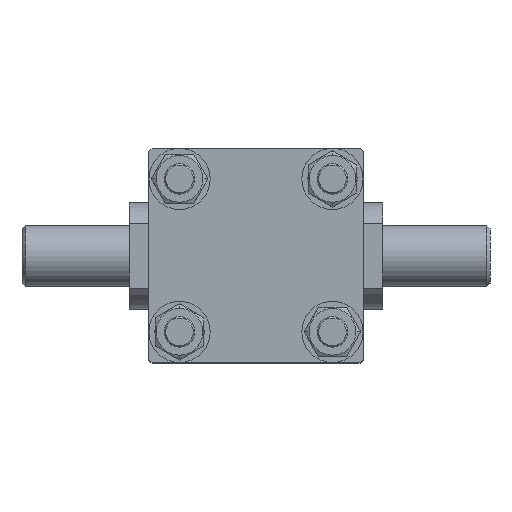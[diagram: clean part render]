
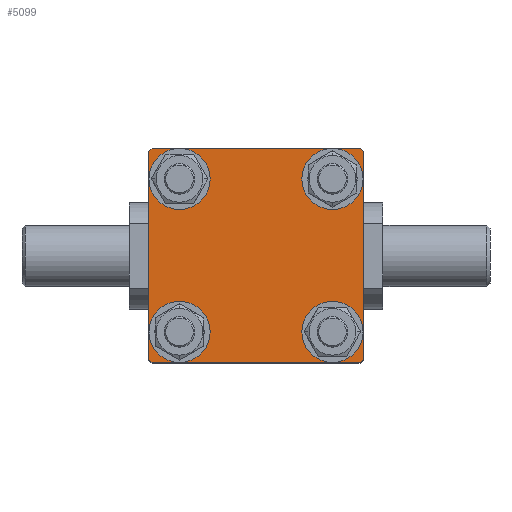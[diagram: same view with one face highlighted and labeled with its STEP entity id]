
A CAD part, top view. The second image highlights one B-rep face of the part: STEP entity #5099.
In plain terms, the highlighted planar face has unit normal (0, 0, 1).
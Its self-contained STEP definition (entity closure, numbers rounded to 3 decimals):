
#2 = CARTESIAN_POINT ( 'NONE',  ( -34., 35., 15. ) ) ;
#15 = CARTESIAN_POINT ( 'NONE',  ( 19.5, 25., 15. ) ) ;
#16 = CARTESIAN_POINT ( 'NONE',  ( 30.5, 25., 15. ) ) ;
#19 = CARTESIAN_POINT ( 'NONE',  ( 19.5, -25., 15. ) ) ;
#20 = CARTESIAN_POINT ( 'NONE',  ( 30.5, -25., 15. ) ) ;
#23 = CARTESIAN_POINT ( 'NONE',  ( -30.5, -25., 15. ) ) ;
#24 = CARTESIAN_POINT ( 'NONE',  ( -19.5, -25., 15. ) ) ;
#25 = CARTESIAN_POINT ( 'NONE',  ( -30.5, 25., 15. ) ) ;
#28 = CARTESIAN_POINT ( 'NONE',  ( -19.5, 25., 15. ) ) ;
#49 = CARTESIAN_POINT ( 'NONE',  ( -35., -34., 15. ) ) ;
#833 = DIRECTION ( 'NONE',  ( -0.707, -0.707, 0. ) ) ;
#858 = CARTESIAN_POINT ( 'NONE',  ( 34., 35., 15. ) ) ;
#859 = CARTESIAN_POINT ( 'NONE',  ( -35., 34., 15. ) ) ;
#1862 = FACE_BOUND ( 'NONE', #9110, .T. ) ;
#1864 = FACE_OUTER_BOUND ( 'NONE', #9109, .T. ) ;
#1871 = FACE_BOUND ( 'NONE', #9105, .T. ) ;
#1873 = FACE_BOUND ( 'NONE', #9097, .T. ) ;
#1874 = FACE_BOUND ( 'NONE', #9107, .T. ) ;
#2123 = LINE ( 'NONE', #859, #2126 ) ;
#2124 = LINE ( 'NONE', #858, #2128 ) ;
#2125 = CIRCLE ( 'NONE', #7080, 5.5 ) ;
#2126 = VECTOR ( 'NONE', #833, 1000. ) ;
#2127 = LINE ( 'NONE', #4011, #2130 ) ;
#2128 = VECTOR ( 'NONE', #4010, 1000. ) ;
#2129 = LINE ( 'NONE', #4013, #2132 ) ;
#2130 = VECTOR ( 'NONE', #4012, 1000. ) ;
#2131 = CIRCLE ( 'NONE', #7079, 5.5 ) ;
#2132 = VECTOR ( 'NONE', #4014, 1000. ) ;
#2133 = CIRCLE ( 'NONE', #7081, 5.5 ) ;
#2134 = CIRCLE ( 'NONE', #7082, 5.5 ) ;
#2139 = LINE ( 'NONE', #4032, #2142 ) ;
#2142 = VECTOR ( 'NONE', #4033, 1000. ) ;
#2143 = LINE ( 'NONE', #4034, #2147 ) ;
#2147 = VECTOR ( 'NONE', #4041, 1000. ) ;
#2152 = LINE ( 'NONE', #4048, #2155 ) ;
#2155 = VECTOR ( 'NONE', #4049, 1000. ) ;
#2158 = LINE ( 'NONE', #4054, #2161 ) ;
#2161 = VECTOR ( 'NONE', #4055, 1000. ) ;
#2213 = CIRCLE ( 'NONE', #7097, 5.5 ) ;
#2219 = CIRCLE ( 'NONE', #7099, 5.5 ) ;
#2225 = CIRCLE ( 'NONE', #7101, 5.5 ) ;
#2228 = CIRCLE ( 'NONE', #7102, 5.5 ) ;
#2813 = ORIENTED_EDGE ( 'NONE', *, *, #6038, .T. ) ;
#2935 = ORIENTED_EDGE ( 'NONE', *, *, #5992, .T. ) ;
#3480 = CARTESIAN_POINT ( 'NONE',  ( 0., 0., 15. ) ) ;
#3481 = DIRECTION ( 'NONE',  ( 0., 0., -1. ) ) ;
#3484 = PLANE ( 'NONE',  #6293 ) ;
#3487 = DIRECTION ( 'NONE',  ( -1., 0., 0. ) ) ;
#4006 = ORIENTED_EDGE ( 'NONE', *, *, #6032, .T. ) ;
#4010 = DIRECTION ( 'NONE',  ( -0.707, 0.707, 0. ) ) ;
#4011 = CARTESIAN_POINT ( 'NONE',  ( 35., -34., 15. ) ) ;
#4012 = DIRECTION ( 'NONE',  ( 0.707, 0.707, 0. ) ) ;
#4013 = CARTESIAN_POINT ( 'NONE',  ( -34., -35., 15. ) ) ;
#4014 = DIRECTION ( 'NONE',  ( 0.707, -0.707, 0. ) ) ;
#4016 = CARTESIAN_POINT ( 'NONE',  ( 25., 25., 15. ) ) ;
#4017 = DIRECTION ( 'NONE',  ( 0., 0., -1. ) ) ;
#4018 = DIRECTION ( 'NONE',  ( -1., 0., 0. ) ) ;
#4019 = CARTESIAN_POINT ( 'NONE',  ( 25., -25., 15. ) ) ;
#4020 = DIRECTION ( 'NONE',  ( 0., 0., -1. ) ) ;
#4021 = DIRECTION ( 'NONE',  ( -1., 0., 0. ) ) ;
#4022 = CARTESIAN_POINT ( 'NONE',  ( -25., -25., 15. ) ) ;
#4023 = DIRECTION ( 'NONE',  ( 0., 0., -1. ) ) ;
#4024 = DIRECTION ( 'NONE',  ( -1., 0., 0. ) ) ;
#4027 = CARTESIAN_POINT ( 'NONE',  ( -25., 25., 15. ) ) ;
#4028 = DIRECTION ( 'NONE',  ( 0., 0., -1. ) ) ;
#4029 = DIRECTION ( 'NONE',  ( -1., 0., 0. ) ) ;
#4032 = CARTESIAN_POINT ( 'NONE',  ( -35., -35., 15. ) ) ;
#4033 = DIRECTION ( 'NONE',  ( 1., 0., 0. ) ) ;
#4034 = CARTESIAN_POINT ( 'NONE',  ( -35., -35., 15. ) ) ;
#4041 = DIRECTION ( 'NONE',  ( 0., -1., 0. ) ) ;
#4048 = CARTESIAN_POINT ( 'NONE',  ( -35., 35., 15. ) ) ;
#4049 = DIRECTION ( 'NONE',  ( -1., 0., 0. ) ) ;
#4054 = CARTESIAN_POINT ( 'NONE',  ( 35., -35., 15. ) ) ;
#4055 = DIRECTION ( 'NONE',  ( 0., 1., 0. ) ) ;
#4202 = CARTESIAN_POINT ( 'NONE',  ( 25., 25., 15. ) ) ;
#4203 = DIRECTION ( 'NONE',  ( 0., 0., -1. ) ) ;
#4204 = DIRECTION ( 'NONE',  ( -1., 0., 0. ) ) ;
#4212 = CARTESIAN_POINT ( 'NONE',  ( 25., -25., 15. ) ) ;
#4213 = DIRECTION ( 'NONE',  ( 0., 0., -1. ) ) ;
#4214 = DIRECTION ( 'NONE',  ( -1., 0., 0. ) ) ;
#4221 = CARTESIAN_POINT ( 'NONE',  ( -25., -25., 15. ) ) ;
#4222 = DIRECTION ( 'NONE',  ( 0., 0., -1. ) ) ;
#4223 = DIRECTION ( 'NONE',  ( -1., 0., 0. ) ) ;
#4224 = CARTESIAN_POINT ( 'NONE',  ( -25., 25., 15. ) ) ;
#4225 = DIRECTION ( 'NONE',  ( 0., 0., -1. ) ) ;
#4226 = DIRECTION ( 'NONE',  ( -1., 0., 0. ) ) ;
#4253 = ORIENTED_EDGE ( 'NONE', *, *, #6028, .T. ) ;
#4277 = ORIENTED_EDGE ( 'NONE', *, *, #5976, .T. ) ;
#4288 = ORIENTED_EDGE ( 'NONE', *, *, #5975, .T. ) ;
#4328 = ORIENTED_EDGE ( 'NONE', *, *, #5982, .T. ) ;
#4336 = ORIENTED_EDGE ( 'NONE', *, *, #5989, .T. ) ;
#4339 = ORIENTED_EDGE ( 'NONE', *, *, #5972, .T. ) ;
#4344 = ORIENTED_EDGE ( 'NONE', *, *, #5979, .T. ) ;
#4348 = ORIENTED_EDGE ( 'NONE', *, *, #5974, .T. ) ;
#5099 = ADVANCED_FACE ( 'NONE', ( #1871, #1874, #1862, #1873, #1864 ), #3484, .F. ) ;
#5170 = ORIENTED_EDGE ( 'NONE', *, *, #5985, .T. ) ;
#5804 = CARTESIAN_POINT ( 'NONE',  ( 34., -35., 15. ) ) ;
#5807 = CARTESIAN_POINT ( 'NONE',  ( -34., -35., 15. ) ) ;
#5808 = CARTESIAN_POINT ( 'NONE',  ( 34., 35., 15. ) ) ;
#5809 = CARTESIAN_POINT ( 'NONE',  ( -35., 34., 15. ) ) ;
#5811 = CARTESIAN_POINT ( 'NONE',  ( 35., -34., 15. ) ) ;
#5813 = CARTESIAN_POINT ( 'NONE',  ( 35., 34., 15. ) ) ;
#5949 = ORIENTED_EDGE ( 'NONE', *, *, #5973, .T. ) ;
#5972 = EDGE_CURVE ( 'NONE', #8320, #8301, #2123, .T. ) ;
#5973 = EDGE_CURVE ( 'NONE', #8305, #8300, #2124, .T. ) ;
#5974 = EDGE_CURVE ( 'NONE', #8296, #8303, #2127, .T. ) ;
#5975 = EDGE_CURVE ( 'NONE', #8367, #8299, #2129, .T. ) ;
#5976 = EDGE_CURVE ( 'NONE', #8333, #8334, #2131, .T. ) ;
#5977 = EDGE_CURVE ( 'NONE', #8337, #8338, #2125, .T. ) ;
#5978 = EDGE_CURVE ( 'NONE', #8341, #8342, #2133, .T. ) ;
#5979 = EDGE_CURVE ( 'NONE', #8343, #8346, #2134, .T. ) ;
#5982 = EDGE_CURVE ( 'NONE', #8299, #8296, #2139, .T. ) ;
#5985 = EDGE_CURVE ( 'NONE', #8301, #8367, #2143, .T. ) ;
#5989 = EDGE_CURVE ( 'NONE', #8300, #8320, #2152, .T. ) ;
#5992 = EDGE_CURVE ( 'NONE', #8303, #8305, #2158, .T. ) ;
#6028 = EDGE_CURVE ( 'NONE', #8334, #8333, #2213, .T. ) ;
#6032 = EDGE_CURVE ( 'NONE', #8338, #8337, #2219, .T. ) ;
#6036 = EDGE_CURVE ( 'NONE', #8342, #8341, #2225, .T. ) ;
#6038 = EDGE_CURVE ( 'NONE', #8346, #8343, #2228, .T. ) ;
#6293 = AXIS2_PLACEMENT_3D ( 'NONE', #3480, #3481, #3487 ) ;
#6863 = ORIENTED_EDGE ( 'NONE', *, *, #6036, .T. ) ;
#6898 = ORIENTED_EDGE ( 'NONE', *, *, #5978, .T. ) ;
#6939 = ORIENTED_EDGE ( 'NONE', *, *, #5977, .T. ) ;
#7079 = AXIS2_PLACEMENT_3D ( 'NONE', #4016, #4017, #4018 ) ;
#7080 = AXIS2_PLACEMENT_3D ( 'NONE', #4019, #4020, #4021 ) ;
#7081 = AXIS2_PLACEMENT_3D ( 'NONE', #4022, #4023, #4024 ) ;
#7082 = AXIS2_PLACEMENT_3D ( 'NONE', #4027, #4028, #4029 ) ;
#7097 = AXIS2_PLACEMENT_3D ( 'NONE', #4202, #4203, #4204 ) ;
#7099 = AXIS2_PLACEMENT_3D ( 'NONE', #4212, #4213, #4214 ) ;
#7101 = AXIS2_PLACEMENT_3D ( 'NONE', #4221, #4222, #4223 ) ;
#7102 = AXIS2_PLACEMENT_3D ( 'NONE', #4224, #4225, #4226 ) ;
#8296 = VERTEX_POINT ( 'NONE', #5804 ) ;
#8299 = VERTEX_POINT ( 'NONE', #5807 ) ;
#8300 = VERTEX_POINT ( 'NONE', #5808 ) ;
#8301 = VERTEX_POINT ( 'NONE', #5809 ) ;
#8303 = VERTEX_POINT ( 'NONE', #5811 ) ;
#8305 = VERTEX_POINT ( 'NONE', #5813 ) ;
#8320 = VERTEX_POINT ( 'NONE', #2 ) ;
#8333 = VERTEX_POINT ( 'NONE', #15 ) ;
#8334 = VERTEX_POINT ( 'NONE', #16 ) ;
#8337 = VERTEX_POINT ( 'NONE', #19 ) ;
#8338 = VERTEX_POINT ( 'NONE', #20 ) ;
#8341 = VERTEX_POINT ( 'NONE', #23 ) ;
#8342 = VERTEX_POINT ( 'NONE', #24 ) ;
#8343 = VERTEX_POINT ( 'NONE', #25 ) ;
#8346 = VERTEX_POINT ( 'NONE', #28 ) ;
#8367 = VERTEX_POINT ( 'NONE', #49 ) ;
#9097 = EDGE_LOOP ( 'NONE', ( #4277, #4253 ) ) ;
#9105 = EDGE_LOOP ( 'NONE', ( #4344, #2813 ) ) ;
#9107 = EDGE_LOOP ( 'NONE', ( #6898, #6863 ) ) ;
#9109 = EDGE_LOOP ( 'NONE', ( #5170, #4288, #4328, #4348, #2935, #5949, #4336, #4339 ) ) ;
#9110 = EDGE_LOOP ( 'NONE', ( #6939, #4006 ) ) ;
